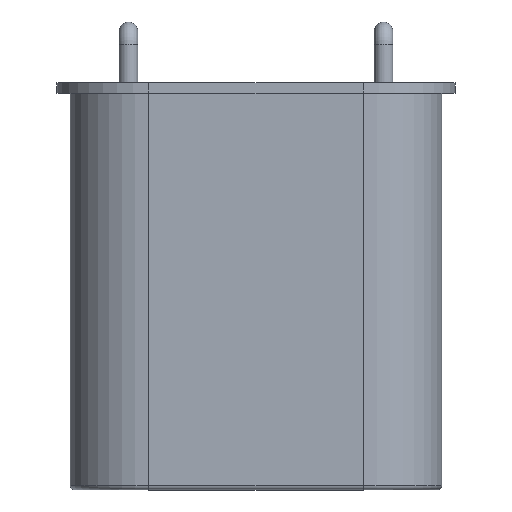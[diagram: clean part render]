
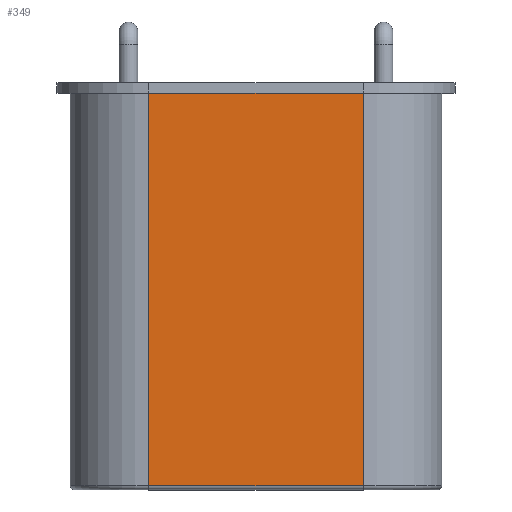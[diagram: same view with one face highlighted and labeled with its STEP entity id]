
A CAD part, top view. The second image highlights one B-rep face of the part: STEP entity #349.
In plain terms, the highlighted planar face has unit normal (0, 0, 1).
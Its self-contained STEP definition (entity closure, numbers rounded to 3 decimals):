
#34=DIRECTION('',(1.,0.,0.));
#48=DIRECTION('',(-1.,0.,0.));
#97=CARTESIAN_POINT('',(0.975,-2.5,8.35));
#107=CARTESIAN_POINT('',(11.375,-2.5,8.35));
#283=VERTEX_POINT('',#284);
#284=CARTESIAN_POINT('',(0.975,-3.,8.35));
#293=VECTOR('',#294,1.);
#294=DIRECTION('',(1.,0.,0.));
#297=VERTEX_POINT('',#298);
#298=CARTESIAN_POINT('',(11.375,-3.,8.35));
#301=ORIENTED_EDGE('',*,*,#302,.F.);
#302=EDGE_CURVE('',#283,#297,#303,.T.);
#303=LINE('',#284,#293);
#327=ORIENTED_EDGE('',*,*,#328,.T.);
#328=EDGE_CURVE('',#283,#329,#331,.T.);
#329=VERTEX_POINT('',#330);
#330=CARTESIAN_POINT('',(0.975,-22.,8.35));
#331=LINE('',#97,#332);
#332=VECTOR('',#333,1.);
#333=DIRECTION('',(0.,-1.,0.));
#349=ADVANCED_FACE('',(#350),#361,.T.);
#350=FACE_BOUND('',#351,.T.);
#351=EDGE_LOOP('',(#301,#327,#352,#358));
#352=ORIENTED_EDGE('',*,*,#353,.F.);
#353=EDGE_CURVE('',#354,#329,#356,.T.);
#354=VERTEX_POINT('',#355);
#355=CARTESIAN_POINT('',(11.375,-22.,8.35));
#356=LINE('',#355,#357);
#357=VECTOR('',#48,1.);
#358=ORIENTED_EDGE('',*,*,#359,.F.);
#359=EDGE_CURVE('',#297,#354,#360,.T.);
#360=LINE('',#107,#332);
#361=PLANE('',#362);
#362=AXIS2_PLACEMENT_3D('',#97,#363,#34);
#363=DIRECTION('',(0.,0.,1.));
